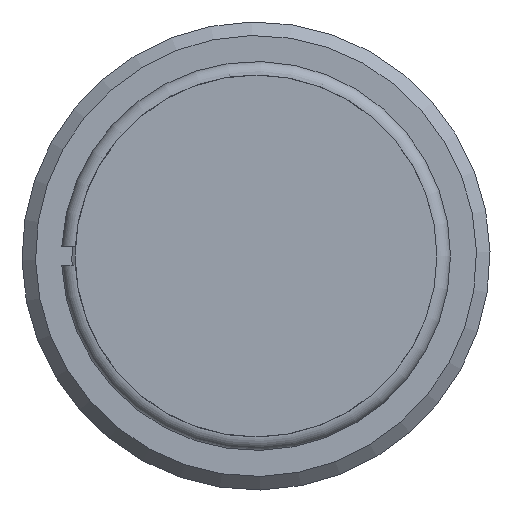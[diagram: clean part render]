
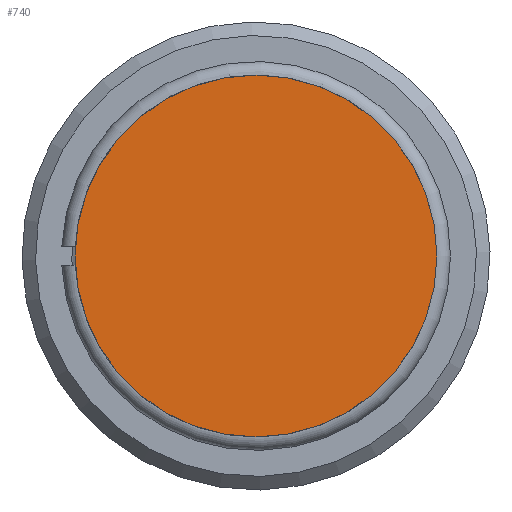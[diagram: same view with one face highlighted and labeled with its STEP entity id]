
A CAD part, left-side view. The second image highlights one B-rep face of the part: STEP entity #740.
In plain terms, the highlighted planar face has unit normal (-1, 0, 0).
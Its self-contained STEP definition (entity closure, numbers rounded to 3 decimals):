
#720=CARTESIAN_POINT('',(0.,4.0,0.0));
#721=VERTEX_POINT('',#720);
#722=CARTESIAN_POINT('',(0.0,0.0,0.0));
#723=DIRECTION('',(1.0,0.0,0.0));
#724=DIRECTION('',(0.0,1.0,0.0));
#725=AXIS2_PLACEMENT_3D('',#722,#723,#724);
#726=CIRCLE('',#725,4.0);
#727=EDGE_CURVE('',#721,#721,#726,.T.);
#732=CARTESIAN_POINT('',(0.,3.5,0.0));
#733=DIRECTION('',(-1.0,0.0,0.0));
#734=DIRECTION('',(0.0,0.0,1.0));
#735=AXIS2_PLACEMENT_3D('',#732,#733,#734);
#736=PLANE('',#735);
#737=ORIENTED_EDGE('',*,*,#727,.F.);
#738=EDGE_LOOP('',(#737));
#739=FACE_OUTER_BOUND('',#738,.T.);
#740=ADVANCED_FACE('',(#739),#736,.T.);
